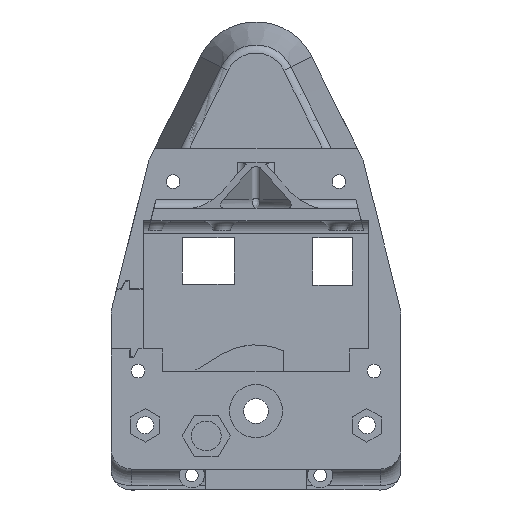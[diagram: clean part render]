
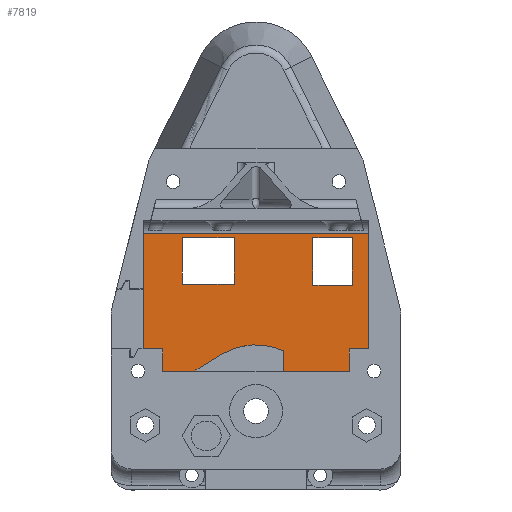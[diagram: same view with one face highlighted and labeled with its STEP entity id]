
A CAD part, front view. The second image highlights one B-rep face of the part: STEP entity #7819.
In plain terms, the highlighted planar face has unit normal (0, -1, 0).
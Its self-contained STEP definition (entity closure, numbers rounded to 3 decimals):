
#116=FACE_BOUND('',#1363,.T.);
#117=FACE_BOUND('',#1364,.T.);
#924=FACE_OUTER_BOUND('',#1362,.T.);
#1362=EDGE_LOOP('',(#6260,#6261,#6262,#6263,#6264,#6265,#6266,#6267,#6268,
#6269,#6270,#6271,#6272,#6273,#6274,#6275,#6276,#6277,#6278,#6279,#6280,
#6281,#6282,#6283,#6284));
#1363=EDGE_LOOP('',(#6285,#6286,#6287,#6288));
#1364=EDGE_LOOP('',(#6289,#6290,#6291,#6292));
#1673=CIRCLE('',#8217,4.);
#1674=CIRCLE('',#8218,16.);
#2072=LINE('',#20017,#2693);
#2075=LINE('',#20025,#2696);
#2079=LINE('',#20033,#2700);
#2080=LINE('',#20035,#2701);
#2081=LINE('',#20037,#2702);
#2082=LINE('',#20039,#2703);
#2083=LINE('',#20041,#2704);
#2084=LINE('',#20043,#2705);
#2085=LINE('',#20045,#2706);
#2086=LINE('',#20049,#2707);
#2087=LINE('',#20051,#2708);
#2088=LINE('',#20053,#2709);
#2089=LINE('',#20055,#2710);
#2090=LINE('',#20057,#2711);
#2091=LINE('',#20059,#2712);
#2092=LINE('',#20061,#2713);
#2093=LINE('',#20063,#2714);
#2094=LINE('',#20065,#2715);
#2095=LINE('',#20067,#2716);
#2096=LINE('',#20071,#2717);
#2097=LINE('',#20073,#2718);
#2098=LINE('',#20075,#2719);
#2099=LINE('',#20076,#2720);
#2100=LINE('',#20079,#2721);
#2101=LINE('',#20081,#2722);
#2102=LINE('',#20083,#2723);
#2103=LINE('',#20084,#2724);
#2104=LINE('',#20087,#2725);
#2105=LINE('',#20089,#2726);
#2106=LINE('',#20091,#2727);
#2107=LINE('',#20092,#2728);
#2693=VECTOR('',#9192,10.);
#2696=VECTOR('',#9201,10.);
#2700=VECTOR('',#9207,10.);
#2701=VECTOR('',#9208,10.);
#2702=VECTOR('',#9209,10.);
#2703=VECTOR('',#9210,10.);
#2704=VECTOR('',#9211,10.);
#2705=VECTOR('',#9212,10.);
#2706=VECTOR('',#9213,10.);
#2707=VECTOR('',#9216,10.);
#2708=VECTOR('',#9217,10.);
#2709=VECTOR('',#9218,10.);
#2710=VECTOR('',#9219,10.);
#2711=VECTOR('',#9220,10.);
#2712=VECTOR('',#9221,10.);
#2713=VECTOR('',#9222,10.);
#2714=VECTOR('',#9223,10.);
#2715=VECTOR('',#9224,10.);
#2716=VECTOR('',#9225,10.);
#2717=VECTOR('',#9228,10.);
#2718=VECTOR('',#9229,10.);
#2719=VECTOR('',#9230,10.);
#2720=VECTOR('',#9231,10.);
#2721=VECTOR('',#9232,10.);
#2722=VECTOR('',#9233,10.);
#2723=VECTOR('',#9234,10.);
#2724=VECTOR('',#9235,10.);
#2725=VECTOR('',#9236,10.);
#2726=VECTOR('',#9237,10.);
#2727=VECTOR('',#9238,10.);
#2728=VECTOR('',#9239,10.);
#3490=VERTEX_POINT('',#20014);
#3491=VERTEX_POINT('',#20016);
#3493=VERTEX_POINT('',#20024);
#3496=VERTEX_POINT('',#20032);
#3497=VERTEX_POINT('',#20034);
#3498=VERTEX_POINT('',#20036);
#3499=VERTEX_POINT('',#20038);
#3500=VERTEX_POINT('',#20040);
#3501=VERTEX_POINT('',#20042);
#3502=VERTEX_POINT('',#20044);
#3503=VERTEX_POINT('',#20046);
#3504=VERTEX_POINT('',#20048);
#3505=VERTEX_POINT('',#20050);
#3506=VERTEX_POINT('',#20052);
#3507=VERTEX_POINT('',#20054);
#3508=VERTEX_POINT('',#20056);
#3509=VERTEX_POINT('',#20058);
#3510=VERTEX_POINT('',#20060);
#3511=VERTEX_POINT('',#20062);
#3512=VERTEX_POINT('',#20064);
#3513=VERTEX_POINT('',#20066);
#3514=VERTEX_POINT('',#20068);
#3515=VERTEX_POINT('',#20070);
#3516=VERTEX_POINT('',#20072);
#3517=VERTEX_POINT('',#20074);
#3518=VERTEX_POINT('',#20077);
#3519=VERTEX_POINT('',#20078);
#3520=VERTEX_POINT('',#20080);
#3521=VERTEX_POINT('',#20082);
#3522=VERTEX_POINT('',#20085);
#3523=VERTEX_POINT('',#20086);
#3524=VERTEX_POINT('',#20088);
#3525=VERTEX_POINT('',#20090);
#4477=EDGE_CURVE('',#3490,#3491,#2072,.T.);
#4481=EDGE_CURVE('',#3491,#3493,#2075,.T.);
#4485=EDGE_CURVE('',#3496,#3490,#2079,.T.);
#4486=EDGE_CURVE('',#3497,#3496,#2080,.T.);
#4487=EDGE_CURVE('',#3498,#3497,#2081,.T.);
#4488=EDGE_CURVE('',#3499,#3498,#2082,.T.);
#4489=EDGE_CURVE('',#3500,#3499,#2083,.T.);
#4490=EDGE_CURVE('',#3501,#3500,#2084,.T.);
#4491=EDGE_CURVE('',#3502,#3501,#2085,.T.);
#4492=EDGE_CURVE('',#3503,#3502,#1673,.T.);
#4493=EDGE_CURVE('',#3504,#3503,#2086,.T.);
#4494=EDGE_CURVE('',#3505,#3504,#2087,.T.);
#4495=EDGE_CURVE('',#3506,#3505,#2088,.T.);
#4496=EDGE_CURVE('',#3507,#3506,#2089,.T.);
#4497=EDGE_CURVE('',#3508,#3507,#2090,.T.);
#4498=EDGE_CURVE('',#3509,#3508,#2091,.T.);
#4499=EDGE_CURVE('',#3510,#3509,#2092,.T.);
#4500=EDGE_CURVE('',#3511,#3510,#2093,.T.);
#4501=EDGE_CURVE('',#3512,#3511,#2094,.T.);
#4502=EDGE_CURVE('',#3513,#3512,#2095,.T.);
#4503=EDGE_CURVE('',#3514,#3513,#1674,.T.);
#4504=EDGE_CURVE('',#3515,#3514,#2096,.T.);
#4505=EDGE_CURVE('',#3516,#3515,#2097,.T.);
#4506=EDGE_CURVE('',#3517,#3516,#2098,.T.);
#4507=EDGE_CURVE('',#3493,#3517,#2099,.T.);
#4508=EDGE_CURVE('',#3518,#3519,#2100,.T.);
#4509=EDGE_CURVE('',#3520,#3518,#2101,.T.);
#4510=EDGE_CURVE('',#3521,#3520,#2102,.T.);
#4511=EDGE_CURVE('',#3519,#3521,#2103,.T.);
#4512=EDGE_CURVE('',#3522,#3523,#2104,.T.);
#4513=EDGE_CURVE('',#3524,#3522,#2105,.T.);
#4514=EDGE_CURVE('',#3525,#3524,#2106,.T.);
#4515=EDGE_CURVE('',#3523,#3525,#2107,.T.);
#6260=ORIENTED_EDGE('',*,*,#4477,.F.);
#6261=ORIENTED_EDGE('',*,*,#4485,.F.);
#6262=ORIENTED_EDGE('',*,*,#4486,.F.);
#6263=ORIENTED_EDGE('',*,*,#4487,.F.);
#6264=ORIENTED_EDGE('',*,*,#4488,.F.);
#6265=ORIENTED_EDGE('',*,*,#4489,.F.);
#6266=ORIENTED_EDGE('',*,*,#4490,.F.);
#6267=ORIENTED_EDGE('',*,*,#4491,.F.);
#6268=ORIENTED_EDGE('',*,*,#4492,.F.);
#6269=ORIENTED_EDGE('',*,*,#4493,.F.);
#6270=ORIENTED_EDGE('',*,*,#4494,.F.);
#6271=ORIENTED_EDGE('',*,*,#4495,.F.);
#6272=ORIENTED_EDGE('',*,*,#4496,.F.);
#6273=ORIENTED_EDGE('',*,*,#4497,.F.);
#6274=ORIENTED_EDGE('',*,*,#4498,.F.);
#6275=ORIENTED_EDGE('',*,*,#4499,.F.);
#6276=ORIENTED_EDGE('',*,*,#4500,.F.);
#6277=ORIENTED_EDGE('',*,*,#4501,.F.);
#6278=ORIENTED_EDGE('',*,*,#4502,.F.);
#6279=ORIENTED_EDGE('',*,*,#4503,.F.);
#6280=ORIENTED_EDGE('',*,*,#4504,.F.);
#6281=ORIENTED_EDGE('',*,*,#4505,.F.);
#6282=ORIENTED_EDGE('',*,*,#4506,.F.);
#6283=ORIENTED_EDGE('',*,*,#4507,.F.);
#6284=ORIENTED_EDGE('',*,*,#4481,.F.);
#6285=ORIENTED_EDGE('',*,*,#4508,.F.);
#6286=ORIENTED_EDGE('',*,*,#4509,.F.);
#6287=ORIENTED_EDGE('',*,*,#4510,.F.);
#6288=ORIENTED_EDGE('',*,*,#4511,.F.);
#6289=ORIENTED_EDGE('',*,*,#4512,.F.);
#6290=ORIENTED_EDGE('',*,*,#4513,.F.);
#6291=ORIENTED_EDGE('',*,*,#4514,.F.);
#6292=ORIENTED_EDGE('',*,*,#4515,.F.);
#7494=PLANE('',#8216);
#7819=ADVANCED_FACE('',(#924,#116,#117),#7494,.F.);
#8216=AXIS2_PLACEMENT_3D('',#20031,#9205,#9206);
#8217=AXIS2_PLACEMENT_3D('',#20047,#9214,#9215);
#8218=AXIS2_PLACEMENT_3D('',#20069,#9226,#9227);
#9192=DIRECTION('',(1.,0.,0.));
#9201=DIRECTION('',(0.,0.,-1.));
#9205=DIRECTION('center_axis',(0.,1.,0.));
#9206=DIRECTION('ref_axis',(0.,0.,1.));
#9207=DIRECTION('',(0.,0.,1.));
#9208=DIRECTION('',(1.,0.,0.));
#9209=DIRECTION('',(0.,0.,-1.));
#9210=DIRECTION('',(1.,0.,0.));
#9211=DIRECTION('',(0.447,0.,0.894));
#9212=DIRECTION('',(1.,0.,0.));
#9213=DIRECTION('',(0.243,0.,0.97));
#9214=DIRECTION('center_axis',(0.,1.,0.));
#9215=DIRECTION('ref_axis',(-0.993,0.,0.122));
#9216=DIRECTION('',(0.,0.,1.));
#9217=DIRECTION('',(-1.,0.,0.));
#9218=DIRECTION('',(0.,0.,1.));
#9219=DIRECTION('',(-1.,0.,0.));
#9220=DIRECTION('',(-0.447,0.,-0.894));
#9221=DIRECTION('',(-1.,0.,0.));
#9222=DIRECTION('',(0.,0.,1.));
#9223=DIRECTION('',(-1.,0.,0.));
#9224=DIRECTION('',(0.,0.,-1.));
#9225=DIRECTION('',(-0.856,0.,-0.516));
#9226=DIRECTION('center_axis',(0.,-1.,0.));
#9227=DIRECTION('ref_axis',(0.516,0.,0.856));
#9228=DIRECTION('',(0.,0.,1.));
#9229=DIRECTION('',(-1.,0.,0.));
#9230=DIRECTION('',(0.,0.,-1.));
#9231=DIRECTION('',(-1.,0.,0.));
#9232=DIRECTION('',(0.,0.,1.));
#9233=DIRECTION('',(1.,0.,0.));
#9234=DIRECTION('',(0.,0.,-1.));
#9235=DIRECTION('',(-1.,0.,0.));
#9236=DIRECTION('',(0.,0.,1.));
#9237=DIRECTION('',(1.,0.,0.));
#9238=DIRECTION('',(0.,0.,-1.));
#9239=DIRECTION('',(-1.,0.,0.));
#20014=CARTESIAN_POINT('',(-10.5,10.,3.6));
#20016=CARTESIAN_POINT('',(44.,10.,3.6));
#20017=CARTESIAN_POINT('',(16.75,10.,3.6));
#20024=CARTESIAN_POINT('',(44.,10.,-24.4));
#20025=CARTESIAN_POINT('',(44.,10.,7.6));
#20031=CARTESIAN_POINT('Origin',(16.75,10.,-9.9));
#20032=CARTESIAN_POINT('',(-10.5,10.,-9.9));
#20033=CARTESIAN_POINT('',(-10.5,10.,4.6));
#20034=CARTESIAN_POINT('',(-13.747,10.,-9.9));
#20035=CARTESIAN_POINT('',(-10.5,10.,-9.9));
#20036=CARTESIAN_POINT('',(-13.747,10.,-7.9));
#20037=CARTESIAN_POINT('',(-13.747,10.,-9.9));
#20038=CARTESIAN_POINT('',(-14.747,10.,-7.9));
#20039=CARTESIAN_POINT('',(-13.747,10.,-7.9));
#20040=CARTESIAN_POINT('',(-15.747,10.,-9.9));
#20041=CARTESIAN_POINT('',(-15.747,10.,-9.9));
#20042=CARTESIAN_POINT('',(-15.844,10.,-9.9));
#20043=CARTESIAN_POINT('',(-10.5,10.,-9.9));
#20044=CARTESIAN_POINT('',(-17.131,10.,-15.045));
#20045=CARTESIAN_POINT('',(-15.603,10.,-8.937));
#20046=CARTESIAN_POINT('',(-17.25,10.,-16.016));
#20047=CARTESIAN_POINT('Origin',(-13.25,10.,-16.016));
#20048=CARTESIAN_POINT('',(-17.25,10.,-24.4));
#20049=CARTESIAN_POINT('',(-17.25,10.,-31.65));
#20050=CARTESIAN_POINT('',(-13.747,10.,-24.4));
#20051=CARTESIAN_POINT('',(-10.5,10.,-24.4));
#20052=CARTESIAN_POINT('',(-13.747,10.,-26.4));
#20053=CARTESIAN_POINT('',(-13.747,10.,-24.4));
#20054=CARTESIAN_POINT('',(-12.747,10.,-26.4));
#20055=CARTESIAN_POINT('',(-13.747,10.,-26.4));
#20056=CARTESIAN_POINT('',(-11.747,10.,-24.4));
#20057=CARTESIAN_POINT('',(-11.747,10.,-24.4));
#20058=CARTESIAN_POINT('',(-5.75,10.,-24.4));
#20059=CARTESIAN_POINT('',(-10.5,10.,-24.4));
#20060=CARTESIAN_POINT('',(-5.75,10.,-29.75));
#20061=CARTESIAN_POINT('',(-5.75,10.,-29.75));
#20062=CARTESIAN_POINT('',(2.249,10.,-29.75));
#20063=CARTESIAN_POINT('',(-11.75,10.,-29.75));
#20064=CARTESIAN_POINT('',(2.249,10.,-29.46));
#20065=CARTESIAN_POINT('',(2.249,10.,-19.68));
#20066=CARTESIAN_POINT('',(8.49,10.,-25.697));
#20067=CARTESIAN_POINT('',(15.011,10.,-21.766));
#20068=CARTESIAN_POINT('',(23.432,10.,-24.862));
#20069=CARTESIAN_POINT('Origin',(16.75,10.,-39.4));
#20070=CARTESIAN_POINT('',(23.432,10.,-29.75));
#20071=CARTESIAN_POINT('',(23.432,10.,-16.293));
#20072=CARTESIAN_POINT('',(39.25,10.,-29.75));
#20073=CARTESIAN_POINT('',(33.296,10.,-29.75));
#20074=CARTESIAN_POINT('',(39.25,10.,-24.4));
#20075=CARTESIAN_POINT('',(39.25,10.,-29.75));
#20076=CARTESIAN_POINT('',(44.,10.,-24.4));
#20077=CARTESIAN_POINT('',(11.5,10.,-8.75));
#20078=CARTESIAN_POINT('',(11.5,10.,2.5));
#20079=CARTESIAN_POINT('',(11.5,10.,-4.95));
#20080=CARTESIAN_POINT('',(-1.,10.,-8.75));
#20081=CARTESIAN_POINT('',(14.125,10.,-8.75));
#20082=CARTESIAN_POINT('',(-1.,10.,2.5));
#20083=CARTESIAN_POINT('',(-1.,10.,-10.575));
#20084=CARTESIAN_POINT('',(7.875,10.,2.5));
#20085=CARTESIAN_POINT('',(40.,10.,-9.));
#20086=CARTESIAN_POINT('',(40.,10.,2.5));
#20087=CARTESIAN_POINT('',(40.,10.,-4.95));
#20088=CARTESIAN_POINT('',(30.5,10.,-9.));
#20089=CARTESIAN_POINT('',(28.375,10.,-9.));
#20090=CARTESIAN_POINT('',(30.5,10.,2.5));
#20091=CARTESIAN_POINT('',(30.5,10.,-10.7));
#20092=CARTESIAN_POINT('',(23.625,10.,2.5));
